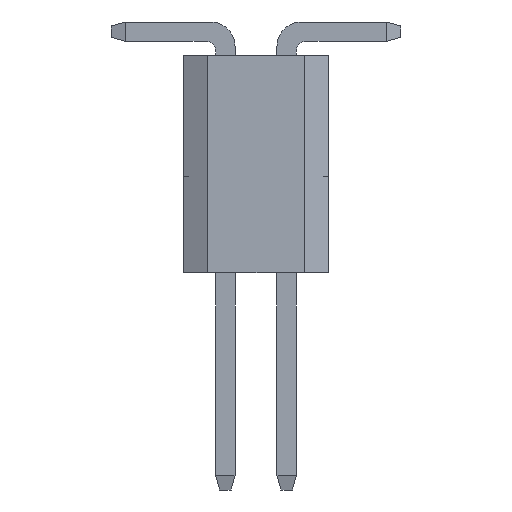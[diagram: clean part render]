
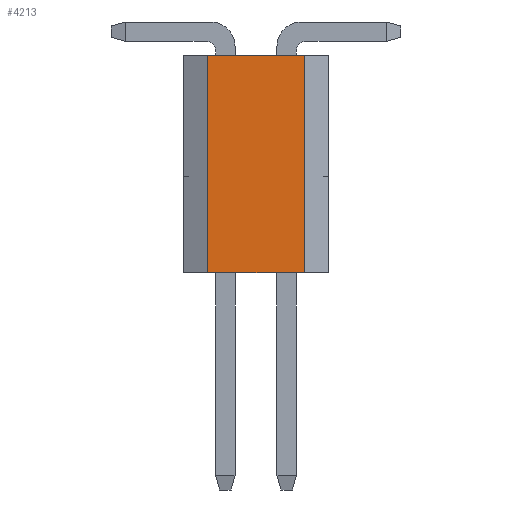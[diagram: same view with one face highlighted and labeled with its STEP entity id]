
A CAD part, left-side view. The second image highlights one B-rep face of the part: STEP entity #4213.
In plain terms, the highlighted planar face has unit normal (-1, 0, 0).
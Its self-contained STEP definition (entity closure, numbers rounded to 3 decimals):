
#163 = ORIENTED_EDGE ( 'NONE', *, *, #7709, .T. ) ;
#791 = LINE ( 'NONE', #37817, #30080 ) ;
#1359 = DIRECTION ( 'NONE',  ( 0., 0., 1. ) ) ;
#2902 = LINE ( 'NONE', #40840, #42224 ) ;
#4213 = ADVANCED_FACE ( 'NONE', ( #5250 ), #47164, .F. ) ;
#5057 = CARTESIAN_POINT ( 'NONE',  ( -12.7, -1., 0. ) ) ;
#5250 = FACE_OUTER_BOUND ( 'NONE', #39460, .T. ) ;
#6636 = CARTESIAN_POINT ( 'NONE',  ( -12.7, 1., 0.5 ) ) ;
#7709 = EDGE_CURVE ( 'NONE', #17547, #46611, #33213, .T. ) ;
#7719 = ORIENTED_EDGE ( 'NONE', *, *, #27987, .T. ) ;
#8235 = VECTOR ( 'NONE', #13501, 1000. ) ;
#12782 = VECTOR ( 'NONE', #1359, 1000. ) ;
#13501 = DIRECTION ( 'NONE',  ( 0., -1., 0. ) ) ;
#16784 = AXIS2_PLACEMENT_3D ( 'NONE', #56646, #29135, #47786 ) ;
#17547 = VERTEX_POINT ( 'NONE', #50699 ) ;
#19037 = VERTEX_POINT ( 'NONE', #6636 ) ;
#20339 = CARTESIAN_POINT ( 'NONE',  ( -12.7, 1., 5. ) ) ;
#21557 = DIRECTION ( 'NONE',  ( 0., -1., 0. ) ) ;
#23489 = CARTESIAN_POINT ( 'NONE',  ( -12.7, -1., 5. ) ) ;
#27987 = EDGE_CURVE ( 'NONE', #19037, #17547, #36457, .T. ) ;
#29135 = DIRECTION ( 'NONE',  ( 1., 0., 0. ) ) ;
#30080 = VECTOR ( 'NONE', #52771, 1000. ) ;
#32151 = EDGE_CURVE ( 'NONE', #56825, #46611, #2902, .T. ) ;
#32417 = ORIENTED_EDGE ( 'NONE', *, *, #32151, .F. ) ;
#33213 = LINE ( 'NONE', #5057, #12782 ) ;
#34679 = EDGE_CURVE ( 'NONE', #19037, #56825, #791, .T. ) ;
#36457 = LINE ( 'NONE', #41336, #8235 ) ;
#37817 = CARTESIAN_POINT ( 'NONE',  ( -12.7, 1., 0. ) ) ;
#39460 = EDGE_LOOP ( 'NONE', ( #7719, #163, #32417, #47791 ) ) ;
#40840 = CARTESIAN_POINT ( 'NONE',  ( -12.7, -1.5, 5. ) ) ;
#41336 = CARTESIAN_POINT ( 'NONE',  ( -12.7, -1.5, 0.5 ) ) ;
#42224 = VECTOR ( 'NONE', #21557, 1000. ) ;
#46611 = VERTEX_POINT ( 'NONE', #23489 ) ;
#47164 = PLANE ( 'NONE',  #16784 ) ;
#47786 = DIRECTION ( 'NONE',  ( 0., 0., -1. ) ) ;
#47791 = ORIENTED_EDGE ( 'NONE', *, *, #34679, .F. ) ;
#50699 = CARTESIAN_POINT ( 'NONE',  ( -12.7, -1., 0.5 ) ) ;
#52771 = DIRECTION ( 'NONE',  ( 0., 0., 1. ) ) ;
#56646 = CARTESIAN_POINT ( 'NONE',  ( -12.7, -1.5, 2.5 ) ) ;
#56825 = VERTEX_POINT ( 'NONE', #20339 ) ;
